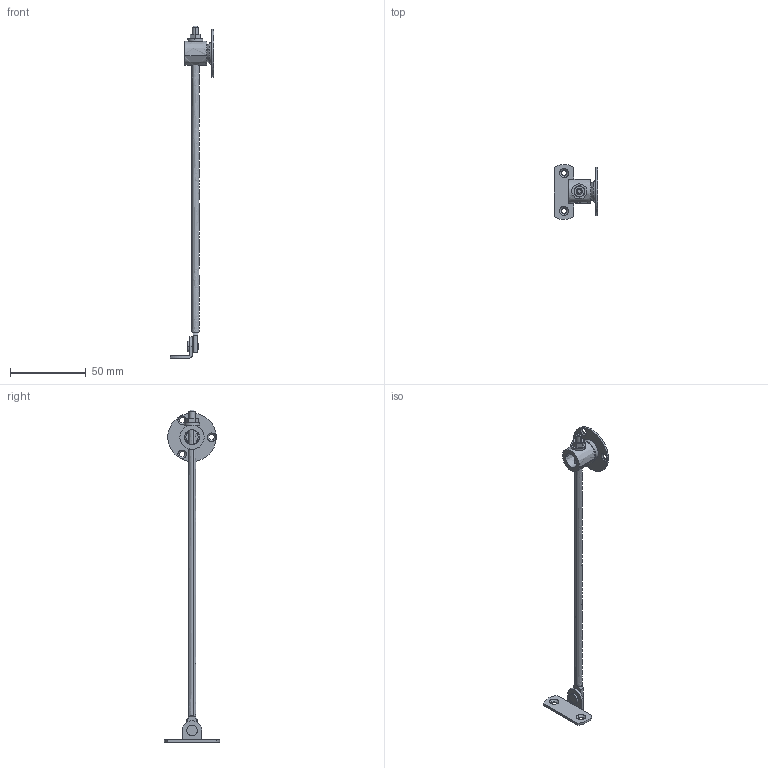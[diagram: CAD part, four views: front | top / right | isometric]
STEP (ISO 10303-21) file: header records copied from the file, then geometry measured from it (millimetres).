
FILE_DESCRIPTION((''),'2;1');
FILE_NAME('','2005-04-20T11:50:41',(''),(''),'','CADfix','');
FILE_SCHEMA(('AUTOMOTIVE_DESIGN'));
Length unit declared in the file: millimetre
Products named in the file (9): washer; stopper; rivet_B; rivet_A; nut; bracket_B; bracket_A; arm; TM_51_2853_36
Assembly tree (8 placements, depth 2):
  TM_51_2853_36
    washer
    stopper
    rivet_B
    rivet_A
    nut
    bracket_B
    bracket_A
    arm
Bounding box: 28.8 x 36.49 x 219.6 mm (x, y, z)
Volume: 8123.3 mm3; surface area: 8891.7 mm2
Topology: 8 solids, 8 shells, 124 faces, 407 edges, 307 vertices
Faces by surface type: bspline 124
Entity records: 5802 total; most frequent: CARTESIAN_POINT 3405, ORIENTED_EDGE 814, EDGE_CURVE 407, VERTEX_POINT 307, EDGE_LOOP 158, FACE_OUTER_BOUND 124, ADVANCED_FACE 124, QUASI_UNIFORM_CURVE 107
